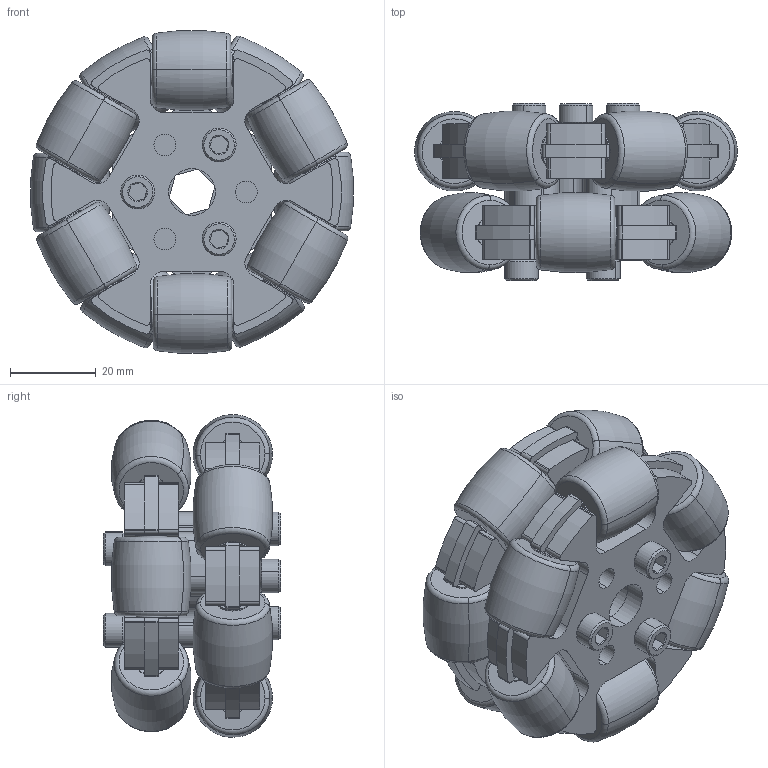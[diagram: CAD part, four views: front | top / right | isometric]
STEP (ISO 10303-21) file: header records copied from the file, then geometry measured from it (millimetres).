
FILE_DESCRIPTION (( 'STEP AP214' ), '1' );
FILE_NAME ('am-4979 3IN Aluminum Omni 375IN Hex Bore (Dualie).STEP', '2023-07-27T19:22:56', ( '' ), ( '' ), 'SwSTEP 2.0', 'SolidWorks 2022', '' );
FILE_SCHEMA (( 'AUTOMOTIVE_DESIGN' ));
Length unit declared in the file: inch
Products named in the file (9): am-4979 3IN Aluminum Omni 375IN Hex Bore (Dualie); 4in Crown Roller Rubber Omni; am-4967_hub 3IN Aluminum Omni Wheel 375IN Hex Bore Hub; Bushing Omni; am-4967_inner 3IN Aluminum Omni Wheel Inner Plate; 10-32x750_shcs_90128A945; am-4967_outer 3IN Aluminum Omni Wheel Outer Plate; Axel Omni; 4 Omni Roller Crowned Assembly
Assembly tree (29 placements, depth 3):
  am-4979 3IN Aluminum Omni 375IN Hex Bore (Dualie)
    am-4967_outer 3IN Aluminum Omni Wheel Outer Plate  x4
    am-4967_inner 3IN Aluminum Omni Wheel Inner Plate  x2
    4 Omni Roller Crowned Assembly  x12
      4in Crown Roller Rubber Omni
      Bushing Omni
      Axel Omni
    am-4967_hub 3IN Aluminum Omni Wheel 375IN Hex Bore Hub
    10-32x750_shcs_90128A945  x6
Bounding box: 75.47 x 41.4 x 75.45 mm (x, y, z)
Volume: 103909 mm3; surface area: 67427.5 mm2
Topology: 61 solids, 61 shells, 1995 faces, 5175 edges, 3338 vertices
Faces by surface type: cylinder 1231, plane 410, torus 264, cone 78, bspline 12
Entity records: 17803 total; most frequent: CARTESIAN_POINT 5553, ORIENTED_EDGE 2534, DIRECTION 2479, EDGE_CURVE 1267, AXIS2_PLACEMENT_3D 938, VERTEX_POINT 834, VECTOR 603, LINE 603
